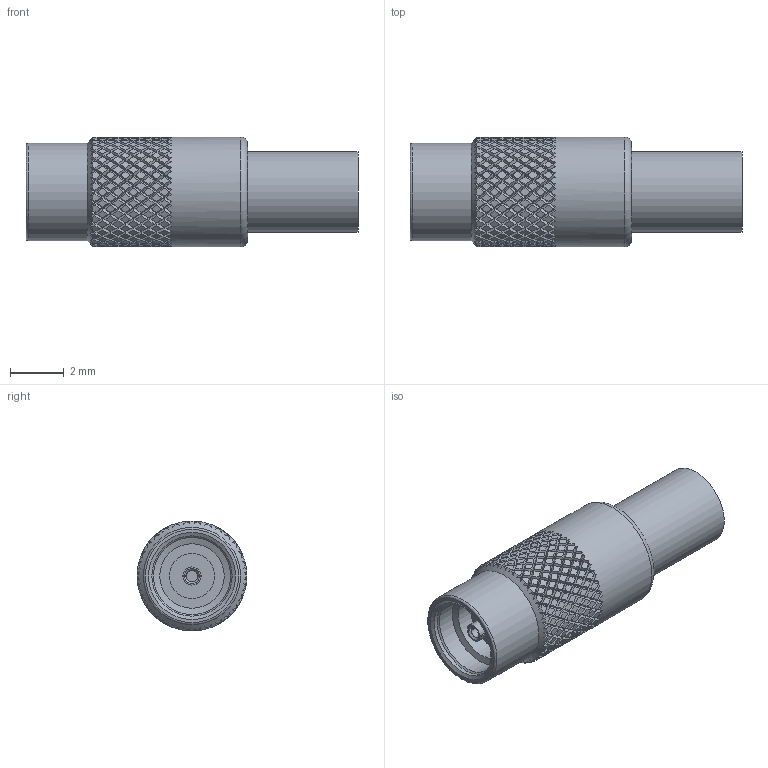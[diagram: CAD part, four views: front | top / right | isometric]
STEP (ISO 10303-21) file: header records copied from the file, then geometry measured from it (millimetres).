
FILE_DESCRIPTION (( 'STEP AP203' ), '1' );
FILE_NAME ('PE44459.step', '2020-01-13T15:48:09', ( '' ), ( '' ), 'SwSTEP 2.0', 'SolidWorks 2018', '' );
FILE_SCHEMA (( 'CONFIG_CONTROL_DESIGN' ));
Length unit declared in the file: inch
Products named in the file (1): PE44459
Bounding box: 12.41 x 4.1 x 4.1 mm (x, y, z)
Volume: 103.9 mm3; surface area: 231.6 mm2
Topology: 1 solids, 1 shells, 1714 faces, 3583 edges, 1876 vertices
Faces by surface type: bspline 1320, cylinder 310, plane 75, cone 7, torus 2
Full cylindrical faces by diameter (mm): 0.419 x1, 0.673 x1, 1.689 x1, 2.24 x1, 2.41 x1, 2.88 x1, 3 x2, 3.632 x1, 4.1 x1
Entity records: 66367 total; most frequent: CARTESIAN_POINT 45109, ORIENTED_EDGE 7122, EDGE_CURVE 3561, VERTEX_POINT 1871, EDGE_LOOP 1736, FACE_OUTER_BOUND 1726, ADVANCED_FACE 1714, B_SPLINE_CURVE_WITH_KNOTS 1474
